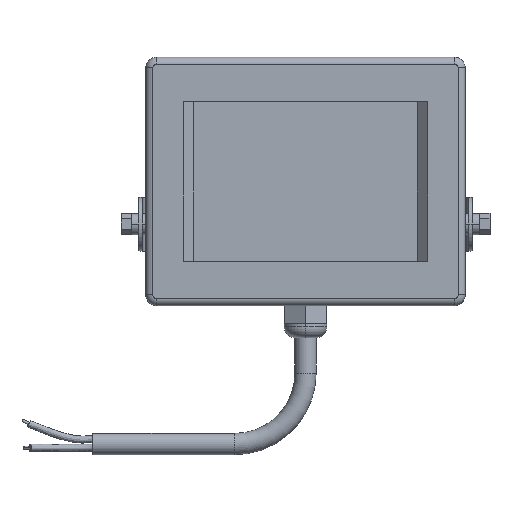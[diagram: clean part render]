
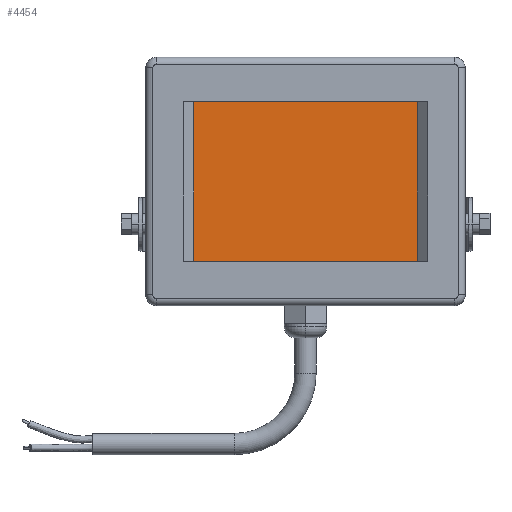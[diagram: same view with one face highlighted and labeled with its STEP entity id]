
A CAD part, top view. The second image highlights one B-rep face of the part: STEP entity #4454.
In plain terms, the highlighted planar face has unit normal (0, 0, 1).
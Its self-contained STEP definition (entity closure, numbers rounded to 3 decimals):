
#384 = EDGE_CURVE ( 'NONE', #7785, #1694, #9030, .T. ) ;
#671 = EDGE_CURVE ( 'NONE', #1694, #9652, #9667, .T. ) ;
#1135 = EDGE_CURVE ( 'NONE', #5306, #9652, #1542, .T. ) ;
#1355 = PLANE ( 'NONE',  #9444 ) ;
#1542 = LINE ( 'NONE', #5856, #3949 ) ;
#1694 = VERTEX_POINT ( 'NONE', #5808 ) ;
#1764 = DIRECTION ( 'NONE',  ( -1., 0., 0. ) ) ;
#1809 = VECTOR ( 'NONE', #4065, 1000. ) ;
#2109 = CARTESIAN_POINT ( 'NONE',  ( 31.5, 22.5, 19. ) ) ;
#2747 = CARTESIAN_POINT ( 'NONE',  ( -31.5, 22.5, 19. ) ) ;
#3300 = EDGE_LOOP ( 'NONE', ( #4900, #5039, #7060, #4723 ) ) ;
#3560 = DIRECTION ( 'NONE',  ( 0., -1., 0. ) ) ;
#3949 = VECTOR ( 'NONE', #1764, 1000. ) ;
#3992 = CARTESIAN_POINT ( 'NONE',  ( -31.5, -22.5, 19. ) ) ;
#4065 = DIRECTION ( 'NONE',  ( -1., 0., 0. ) ) ;
#4222 = VECTOR ( 'NONE', #3560, 1000. ) ;
#4395 = LINE ( 'NONE', #5232, #4529 ) ;
#4454 = ADVANCED_FACE ( 'NONE', ( #7707 ), #1355, .F. ) ;
#4529 = VECTOR ( 'NONE', #10224, 1000. ) ;
#4723 = ORIENTED_EDGE ( 'NONE', *, *, #1135, .F. ) ;
#4900 = ORIENTED_EDGE ( 'NONE', *, *, #8172, .F. ) ;
#5039 = ORIENTED_EDGE ( 'NONE', *, *, #384, .T. ) ;
#5232 = CARTESIAN_POINT ( 'NONE',  ( 31.5, 22.5, 19. ) ) ;
#5306 = VERTEX_POINT ( 'NONE', #9955 ) ;
#5808 = CARTESIAN_POINT ( 'NONE',  ( -31.5, 22.5, 19. ) ) ;
#5856 = CARTESIAN_POINT ( 'NONE',  ( 76.511, -22.5, 19. ) ) ;
#6536 = CARTESIAN_POINT ( 'NONE',  ( 76.511, 22.5, 19. ) ) ;
#7026 = DIRECTION ( 'NONE',  ( -1., 0., 0. ) ) ;
#7060 = ORIENTED_EDGE ( 'NONE', *, *, #671, .T. ) ;
#7707 = FACE_OUTER_BOUND ( 'NONE', #3300, .T. ) ;
#7750 = CARTESIAN_POINT ( 'NONE',  ( 76.511, 22.5, 19. ) ) ;
#7785 = VERTEX_POINT ( 'NONE', #2109 ) ;
#8172 = EDGE_CURVE ( 'NONE', #7785, #5306, #4395, .T. ) ;
#9030 = LINE ( 'NONE', #6536, #1809 ) ;
#9444 = AXIS2_PLACEMENT_3D ( 'NONE', #7750, #10237, #7026 ) ;
#9652 = VERTEX_POINT ( 'NONE', #3992 ) ;
#9667 = LINE ( 'NONE', #2747, #4222 ) ;
#9955 = CARTESIAN_POINT ( 'NONE',  ( 31.5, -22.5, 19. ) ) ;
#10224 = DIRECTION ( 'NONE',  ( 0., -1., 0. ) ) ;
#10237 = DIRECTION ( 'NONE',  ( 0., 0., -1. ) ) ;
